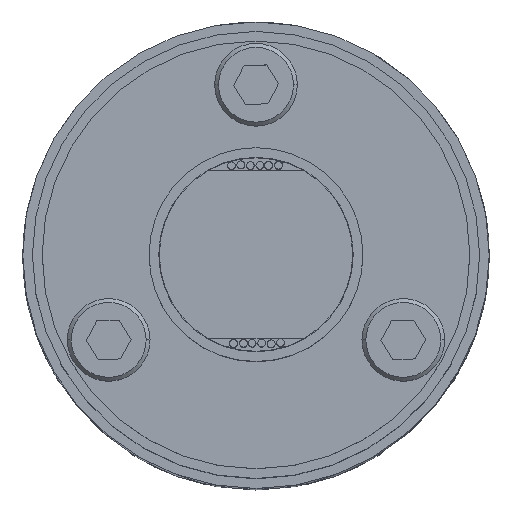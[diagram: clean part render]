
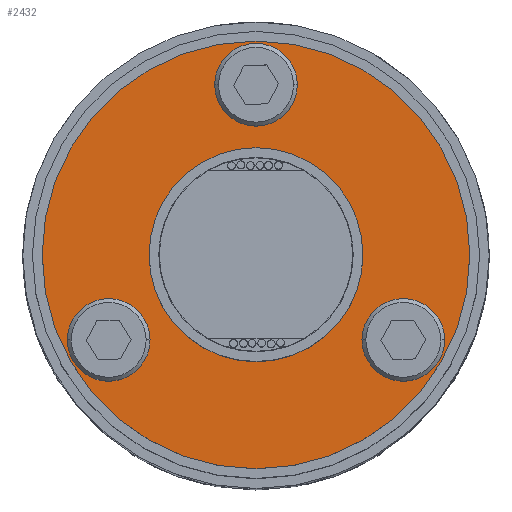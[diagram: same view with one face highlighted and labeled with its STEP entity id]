
A CAD part, top view. The second image highlights one B-rep face of the part: STEP entity #2432.
In plain terms, the highlighted planar face has unit normal (0, 0, 1).
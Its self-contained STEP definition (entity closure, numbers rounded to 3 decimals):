
#4 = VERTEX_POINT ( 'NONE', #8327 ) ;
#166 = DIRECTION ( 'NONE',  ( 0., 0., 1. ) ) ;
#280 = DIRECTION ( 'NONE',  ( 0., 0., 1. ) ) ;
#291 = CARTESIAN_POINT ( 'NONE',  ( -15.155, -8.75, 121.4 ) ) ;
#308 = VERTEX_POINT ( 'NONE', #5359 ) ;
#335 = VERTEX_POINT ( 'NONE', #3068 ) ;
#339 = ORIENTED_EDGE ( 'NONE', *, *, #917, .F. ) ;
#380 = DIRECTION ( 'NONE',  ( 0., 0., 1. ) ) ;
#442 = AXIS2_PLACEMENT_3D ( 'NONE', #2360, #7580, #4758 ) ;
#650 = EDGE_CURVE ( 'NONE', #335, #308, #8475, .T. ) ;
#714 = CARTESIAN_POINT ( 'NONE',  ( 22., 0., 121.4 ) ) ;
#775 = FACE_BOUND ( 'NONE', #4967, .T. ) ;
#789 = CIRCLE ( 'NONE', #3011, 4.25 ) ;
#819 = EDGE_CURVE ( 'NONE', #7592, #826, #3394, .T. ) ;
#826 = VERTEX_POINT ( 'NONE', #1971 ) ;
#917 = EDGE_CURVE ( 'NONE', #7833, #8729, #2772, .T. ) ;
#1102 = EDGE_CURVE ( 'NONE', #308, #335, #3282, .T. ) ;
#1183 = EDGE_LOOP ( 'NONE', ( #3347, #3823 ) ) ;
#1340 = DIRECTION ( 'NONE',  ( 0., 0., 1. ) ) ;
#1355 = AXIS2_PLACEMENT_3D ( 'NONE', #3125, #7849, #3777 ) ;
#1398 = FACE_BOUND ( 'NONE', #1502, .T. ) ;
#1502 = EDGE_LOOP ( 'NONE', ( #8257, #3734 ) ) ;
#1936 = AXIS2_PLACEMENT_3D ( 'NONE', #2999, #5083, #7282 ) ;
#1971 = CARTESIAN_POINT ( 'NONE',  ( -11., 0., 121.4 ) ) ;
#2360 = CARTESIAN_POINT ( 'NONE',  ( 15.155, -8.75, 121.4 ) ) ;
#2398 = EDGE_LOOP ( 'NONE', ( #5066, #5860 ) ) ;
#2432 = ADVANCED_FACE ( 'NONE', ( #7736, #775, #1398, #4095, #2549 ), #6687, .T. ) ;
#2549 = FACE_OUTER_BOUND ( 'NONE', #1183, .T. ) ;
#2735 = ORIENTED_EDGE ( 'NONE', *, *, #7747, .F. ) ;
#2737 = CARTESIAN_POINT ( 'NONE',  ( 11., 0., 121.4 ) ) ;
#2772 = CIRCLE ( 'NONE', #1936, 4.25 ) ;
#2823 = AXIS2_PLACEMENT_3D ( 'NONE', #7785, #3722, #8458 ) ;
#2999 = CARTESIAN_POINT ( 'NONE',  ( 0., 17.5, 121.4 ) ) ;
#3011 = AXIS2_PLACEMENT_3D ( 'NONE', #4258, #280, #4924 ) ;
#3022 = EDGE_CURVE ( 'NONE', #3451, #4206, #5016, .T. ) ;
#3068 = CARTESIAN_POINT ( 'NONE',  ( 10.905, -8.75, 121.4 ) ) ;
#3116 = DIRECTION ( 'NONE',  ( 0., 0., 1. ) ) ;
#3125 = CARTESIAN_POINT ( 'NONE',  ( 0., 17.5, 121.4 ) ) ;
#3282 = CIRCLE ( 'NONE', #442, 4.25 ) ;
#3347 = ORIENTED_EDGE ( 'NONE', *, *, #3022, .T. ) ;
#3371 = DIRECTION ( 'NONE',  ( -0.5, -0.866, 0. ) ) ;
#3394 = CIRCLE ( 'NONE', #3887, 11. ) ;
#3428 = CARTESIAN_POINT ( 'NONE',  ( -10.905, -8.75, 121.4 ) ) ;
#3451 = VERTEX_POINT ( 'NONE', #714 ) ;
#3543 = CIRCLE ( 'NONE', #2823, 22. ) ;
#3555 = CIRCLE ( 'NONE', #1355, 4.25 ) ;
#3670 = EDGE_CURVE ( 'NONE', #5970, #4, #6954, .T. ) ;
#3722 = DIRECTION ( 'NONE',  ( 0., 0., 1. ) ) ;
#3734 = ORIENTED_EDGE ( 'NONE', *, *, #819, .F. ) ;
#3777 = DIRECTION ( 'NONE',  ( 1., 0., 0. ) ) ;
#3823 = ORIENTED_EDGE ( 'NONE', *, *, #6194, .T. ) ;
#3887 = AXIS2_PLACEMENT_3D ( 'NONE', #4734, #6461, #6887 ) ;
#4095 = FACE_BOUND ( 'NONE', #2398, .T. ) ;
#4206 = VERTEX_POINT ( 'NONE', #6900 ) ;
#4258 = CARTESIAN_POINT ( 'NONE',  ( -15.155, -8.75, 121.4 ) ) ;
#4357 = CARTESIAN_POINT ( 'NONE',  ( 0., 0., 121.4 ) ) ;
#4360 = EDGE_LOOP ( 'NONE', ( #2735, #6903 ) ) ;
#4734 = CARTESIAN_POINT ( 'NONE',  ( 0., 0., 121.4 ) ) ;
#4758 = DIRECTION ( 'NONE',  ( -0.5, -0.866, 0. ) ) ;
#4924 = DIRECTION ( 'NONE',  ( -0.5, 0.866, 0. ) ) ;
#4967 = EDGE_LOOP ( 'NONE', ( #339, #6510 ) ) ;
#5016 = CIRCLE ( 'NONE', #5778, 22. ) ;
#5019 = DIRECTION ( 'NONE',  ( 1., 0., 0. ) ) ;
#5066 = ORIENTED_EDGE ( 'NONE', *, *, #650, .F. ) ;
#5083 = DIRECTION ( 'NONE',  ( 0., 0., 1. ) ) ;
#5186 = DIRECTION ( 'NONE',  ( 1., 0., 0. ) ) ;
#5359 = CARTESIAN_POINT ( 'NONE',  ( 19.405, -8.75, 121.4 ) ) ;
#5679 = EDGE_CURVE ( 'NONE', #826, #7592, #6169, .T. ) ;
#5746 = EDGE_CURVE ( 'NONE', #8729, #7833, #3555, .T. ) ;
#5778 = AXIS2_PLACEMENT_3D ( 'NONE', #6457, #3116, #7506 ) ;
#5860 = ORIENTED_EDGE ( 'NONE', *, *, #1102, .F. ) ;
#5970 = VERTEX_POINT ( 'NONE', #3428 ) ;
#6169 = CIRCLE ( 'NONE', #6923, 11. ) ;
#6194 = EDGE_CURVE ( 'NONE', #4206, #3451, #3543, .T. ) ;
#6457 = CARTESIAN_POINT ( 'NONE',  ( 0., 0., 121.4 ) ) ;
#6461 = DIRECTION ( 'NONE',  ( 0., 0., 1. ) ) ;
#6510 = ORIENTED_EDGE ( 'NONE', *, *, #5746, .F. ) ;
#6517 = DIRECTION ( 'NONE',  ( 0., 0., 1. ) ) ;
#6687 = PLANE ( 'NONE',  #8127 ) ;
#6719 = DIRECTION ( 'NONE',  ( -0.5, 0.866, 0. ) ) ;
#6766 = AXIS2_PLACEMENT_3D ( 'NONE', #8093, #166, #3371 ) ;
#6887 = DIRECTION ( 'NONE',  ( 1., 0., 0. ) ) ;
#6900 = CARTESIAN_POINT ( 'NONE',  ( -22., 0., 121.4 ) ) ;
#6903 = ORIENTED_EDGE ( 'NONE', *, *, #3670, .F. ) ;
#6921 = CARTESIAN_POINT ( 'NONE',  ( 0., 0., 121.4 ) ) ;
#6923 = AXIS2_PLACEMENT_3D ( 'NONE', #4357, #380, #5019 ) ;
#6954 = CIRCLE ( 'NONE', #7584, 4.25 ) ;
#7051 = CARTESIAN_POINT ( 'NONE',  ( -4.25, 17.5, 121.4 ) ) ;
#7282 = DIRECTION ( 'NONE',  ( 1., 0., 0. ) ) ;
#7506 = DIRECTION ( 'NONE',  ( 1., 0., 0. ) ) ;
#7580 = DIRECTION ( 'NONE',  ( 0., 0., 1. ) ) ;
#7584 = AXIS2_PLACEMENT_3D ( 'NONE', #291, #6517, #6719 ) ;
#7592 = VERTEX_POINT ( 'NONE', #2737 ) ;
#7736 = FACE_BOUND ( 'NONE', #4360, .T. ) ;
#7747 = EDGE_CURVE ( 'NONE', #4, #5970, #789, .T. ) ;
#7785 = CARTESIAN_POINT ( 'NONE',  ( 0., 0., 121.4 ) ) ;
#7833 = VERTEX_POINT ( 'NONE', #7051 ) ;
#7849 = DIRECTION ( 'NONE',  ( 0., 0., 1. ) ) ;
#8093 = CARTESIAN_POINT ( 'NONE',  ( 15.155, -8.75, 121.4 ) ) ;
#8106 = CARTESIAN_POINT ( 'NONE',  ( 4.25, 17.5, 121.4 ) ) ;
#8127 = AXIS2_PLACEMENT_3D ( 'NONE', #6921, #1340, #5186 ) ;
#8257 = ORIENTED_EDGE ( 'NONE', *, *, #5679, .F. ) ;
#8327 = CARTESIAN_POINT ( 'NONE',  ( -19.405, -8.75, 121.4 ) ) ;
#8458 = DIRECTION ( 'NONE',  ( 1., 0., 0. ) ) ;
#8475 = CIRCLE ( 'NONE', #6766, 4.25 ) ;
#8729 = VERTEX_POINT ( 'NONE', #8106 ) ;
